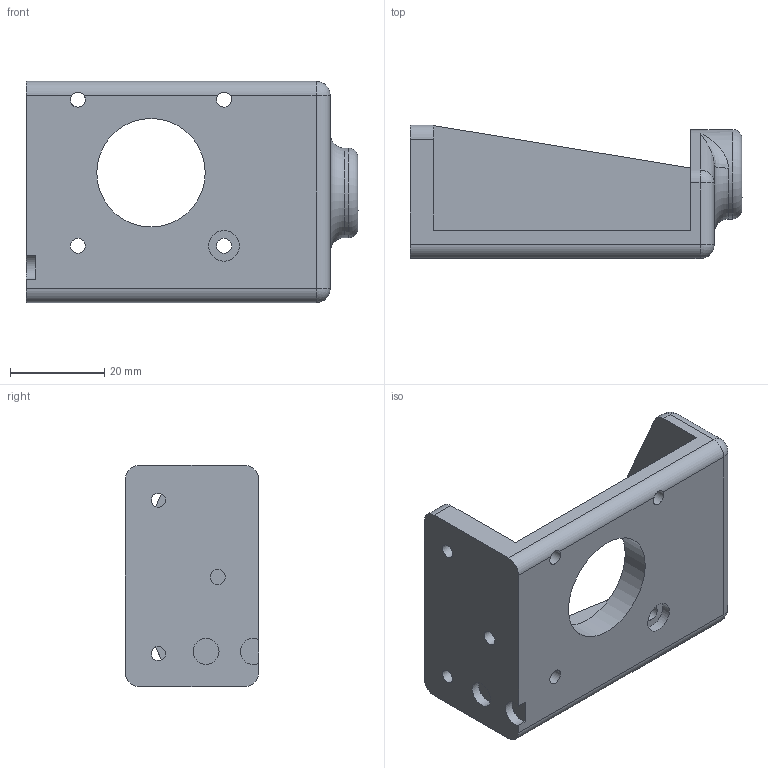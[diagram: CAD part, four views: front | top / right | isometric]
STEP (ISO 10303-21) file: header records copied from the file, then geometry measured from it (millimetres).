
FILE_DESCRIPTION(/* description */ (''),/* implementation_level */ '2;1');
FILE_NAME(/* name */ 'Step''s/1-Direct drive extruder mount v9.step',/* time_stamp */ '2019-10-20T16:54:05-04:00',/* author */ (''),/* organization */ (''),/* preprocessor_version */ 'ST-DEVELOPER v18',/* originating_system */ 'Autodesk Translation Framework v8.6.0.1094',/* authorisation */ '');
FILE_SCHEMA (('AUTOMOTIVE_DESIGN { 1 0 10303 214 3 1 1 }'));
Length unit declared in the file: millimetre
Products named in the file (1): 1-Direct drive extruder mount
Bounding box: 70.4 x 28.26 x 46.91 mm (x, y, z)
Volume: 26918.9 mm3; surface area: 13618.8 mm2
Topology: 1 solids, 1 shells, 93 faces, 247 edges, 155 vertices
Faces by surface type: cylinder 47, plane 28, bspline 12, sphere 4, torus 2
Full cylindrical faces by diameter (mm): 3 x2, 3.2 x5, 5.5 x1, 6.5 x3, 11.541 x6, 12.9 x6, 19 x1, 23 x1
Entity records: 5058 total; most frequent: CARTESIAN_POINT 2784, ORIENTED_EDGE 490, DIRECTION 419, EDGE_CURVE 245, VERTEX_POINT 155, AXIS2_PLACEMENT_3D 153, LINE 113, VECTOR 113
